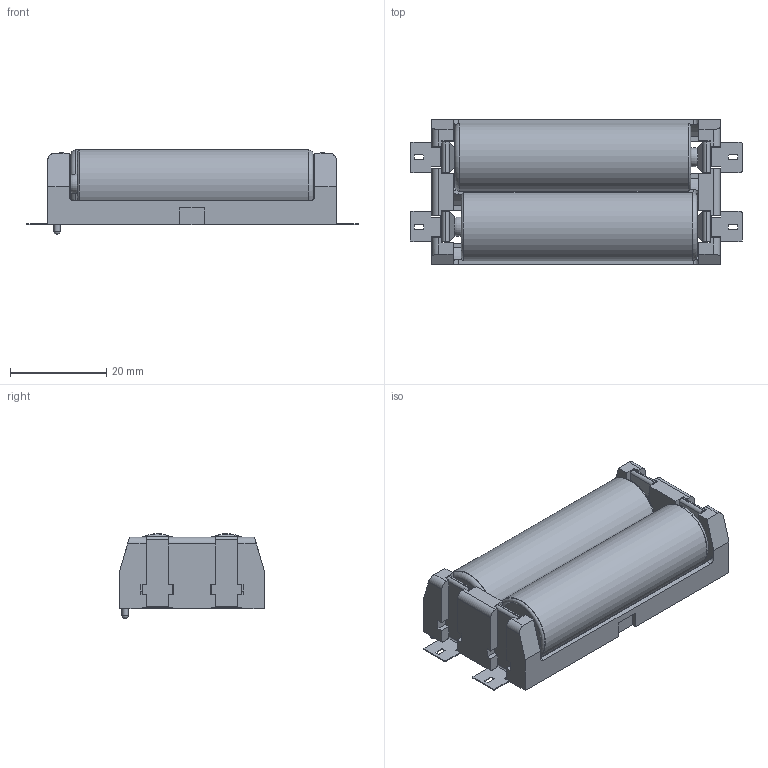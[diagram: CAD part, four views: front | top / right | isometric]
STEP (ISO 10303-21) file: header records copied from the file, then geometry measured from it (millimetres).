
FILE_DESCRIPTION (( 'STEP AP214' ), '1' );
FILE_NAME ('BatteryHolder_Keystone_1012_2xAA.step', '2020-05-01T14:48:25', ( '' ), ( '' ), 'SwSTEP 2.0', 'SolidWorks 2019', '' );
FILE_SCHEMA (( 'AUTOMOTIVE_DESIGN' ));
Length unit declared in the file: millimetre
Products named in the file (9): cap; bung_battery; battery_AA_assembl; AA Battery_new; BatteryHolder_Keystone_1012_2xAA; grafite_electrode; AAx2 SMT 422 Battery Holder; connector
Assembly tree (15 placements, depth 3):
  BatteryHolder_Keystone_1012_2xAA
    AAx2 SMT 422 Battery Holder
    connector  x4
    battery_AA_assembl
      AA Battery_new
      bung_battery
      grafite_electrode
      cap
    battery_AA_assembl
      AA Battery_new
      bung_battery
      grafite_electrode
      cap
Bounding box: 68.98 x 30 x 17.6 mm (x, y, z)
Volume: 6626 mm3; surface area: 22708.7 mm2
Topology: 11 solids, 15 shells, 441 faces, 1173 edges, 767 vertices
Faces by surface type: plane 311, cylinder 109, torus 17, cone 4
Full cylindrical faces by diameter (mm): 1.3 x1, 3 x4, 13.2 x4, 14 x2, 14.2 x2
Entity records: 8947 total; most frequent: CARTESIAN_POINT 1622, ORIENTED_EDGE 1440, DIRECTION 1374, EDGE_CURVE 721, VECTOR 608, LINE 608, VERTEX_POINT 487, AXIS2_PLACEMENT_3D 383
